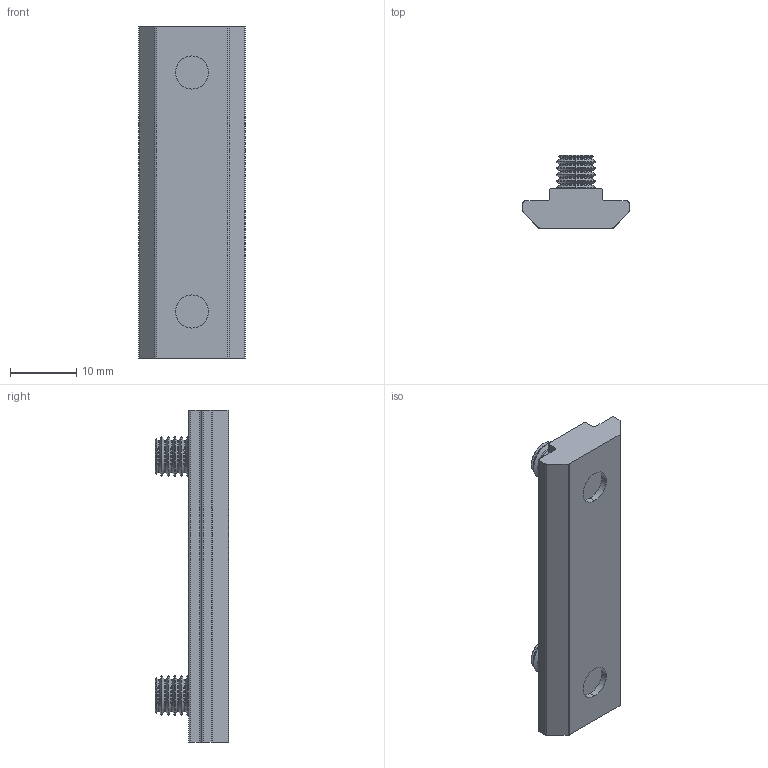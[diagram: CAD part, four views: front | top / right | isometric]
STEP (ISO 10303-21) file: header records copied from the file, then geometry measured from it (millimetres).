
FILE_DESCRIPTION (( 'STEP AP214' ), '1' );
FILE_NAME ('096010s05.STEP', '2013-08-08T10:01:44', ( '' ), ( '' ), 'SwSTEP 2.0', 'SolidWorks 2012', '' );
FILE_SCHEMA (( 'AUTOMOTIVE_DESIGN' ));
Length unit declared in the file: millimetre
Products named in the file (3): 4din913m610_Standard; 096010s04_Standard; 096010s05
Assembly tree (3 placements, depth 2):
  096010s05
    096010s04_Standard
    4din913m610_Standard  x2
Bounding box: 16 x 11 x 50 mm (x, y, z)
Volume: 3876.3 mm3; surface area: 2985.3 mm2
Topology: 3 solids, 3 shells, 262 faces, 552 edges, 294 vertices
Faces by surface type: cone 92, torus 80, cylinder 50, plane 40
Entity records: 4026 total; most frequent: DIRECTION 788, CARTESIAN_POINT 631, ORIENTED_EDGE 620, AXIS2_PLACEMENT_3D 328, EDGE_CURVE 310, CIRCLE 178, VERTEX_POINT 171, EDGE_LOOP 149
